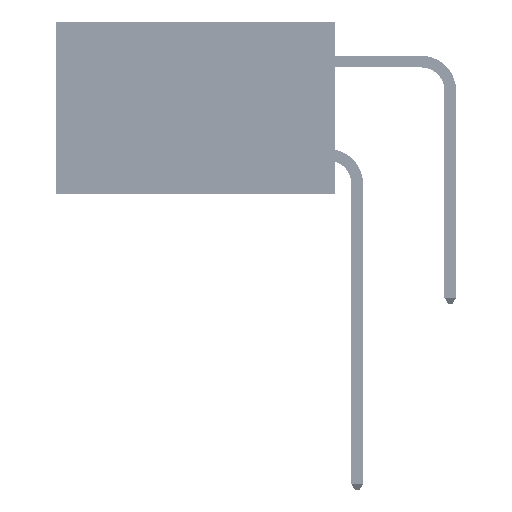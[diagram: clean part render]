
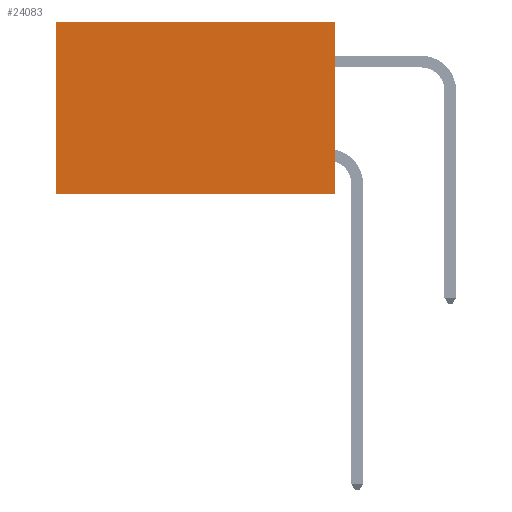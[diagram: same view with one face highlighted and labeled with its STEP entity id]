
A CAD part, left-side view. The second image highlights one B-rep face of the part: STEP entity #24083.
In plain terms, the highlighted planar face has unit normal (-1, 0, 0).
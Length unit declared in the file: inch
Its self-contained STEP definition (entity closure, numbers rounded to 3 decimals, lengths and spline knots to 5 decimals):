
#6761 = CARTESIAN_POINT ( 'NONE',  ( 0.2875, 0.6, 0. ) ) ;
#8458 = DIRECTION ( 'NONE',  ( 0., 0., -1. ) ) ;
#10764 = ORIENTED_EDGE ( 'NONE', *, *, #34298, .T. ) ;
#13471 = EDGE_LOOP ( 'NONE', ( #10764, #30728, #50314, #30928 ) ) ;
#13723 = FACE_OUTER_BOUND ( 'NONE', #13471, .T. ) ;
#14598 = LINE ( 'NONE', #30910, #49701 ) ;
#17791 = DIRECTION ( 'NONE',  ( 0., 1., 0. ) ) ;
#18544 = VERTEX_POINT ( 'NONE', #43965 ) ;
#18785 = VECTOR ( 'NONE', #37795, 39.37008 ) ;
#21730 = CARTESIAN_POINT ( 'NONE',  ( 0.2875, 0., -0.37 ) ) ;
#23632 = LINE ( 'NONE', #27677, #50577 ) ;
#24083 = ADVANCED_FACE ( 'NONE', ( #13723 ), #24923, .F. ) ;
#24923 = PLANE ( 'NONE',  #47431 ) ;
#25569 = EDGE_CURVE ( 'NONE', #18544, #38913, #23632, .T. ) ;
#27677 = CARTESIAN_POINT ( 'NONE',  ( 0.2875, 0., 0. ) ) ;
#27861 = DIRECTION ( 'NONE',  ( 0., 0., -1. ) ) ;
#28408 = EDGE_CURVE ( 'NONE', #38913, #39661, #14598, .T. ) ;
#28991 = DIRECTION ( 'NONE',  ( 1., 0., 0. ) ) ;
#30467 = CARTESIAN_POINT ( 'NONE',  ( 0.2875, 0.6, -0.37 ) ) ;
#30728 = ORIENTED_EDGE ( 'NONE', *, *, #28408, .F. ) ;
#30735 = DIRECTION ( 'NONE',  ( 0., 1., 0. ) ) ;
#30910 = CARTESIAN_POINT ( 'NONE',  ( 0.2875, 0., -0.37 ) ) ;
#30928 = ORIENTED_EDGE ( 'NONE', *, *, #33835, .T. ) ;
#33835 = EDGE_CURVE ( 'NONE', #18544, #39739, #46455, .T. ) ;
#33979 = CARTESIAN_POINT ( 'NONE',  ( 0.2875, 0., 0. ) ) ;
#34298 = EDGE_CURVE ( 'NONE', #39739, #39661, #45756, .T. ) ;
#37447 = CARTESIAN_POINT ( 'NONE',  ( 0.2875, 0.6, 0. ) ) ;
#37795 = DIRECTION ( 'NONE',  ( 0., 0., -1. ) ) ;
#38913 = VERTEX_POINT ( 'NONE', #21730 ) ;
#39661 = VERTEX_POINT ( 'NONE', #30467 ) ;
#39739 = VERTEX_POINT ( 'NONE', #6761 ) ;
#43965 = CARTESIAN_POINT ( 'NONE',  ( 0.2875, 0., 0. ) ) ;
#44751 = CARTESIAN_POINT ( 'NONE',  ( 0.2875, 0., 0. ) ) ;
#45756 = LINE ( 'NONE', #37447, #18785 ) ;
#46455 = LINE ( 'NONE', #33979, #48330 ) ;
#47431 = AXIS2_PLACEMENT_3D ( 'NONE', #44751, #28991, #8458 ) ;
#48330 = VECTOR ( 'NONE', #17791, 39.37008 ) ;
#49701 = VECTOR ( 'NONE', #30735, 39.37008 ) ;
#50314 = ORIENTED_EDGE ( 'NONE', *, *, #25569, .F. ) ;
#50577 = VECTOR ( 'NONE', #27861, 39.37008 ) ;
